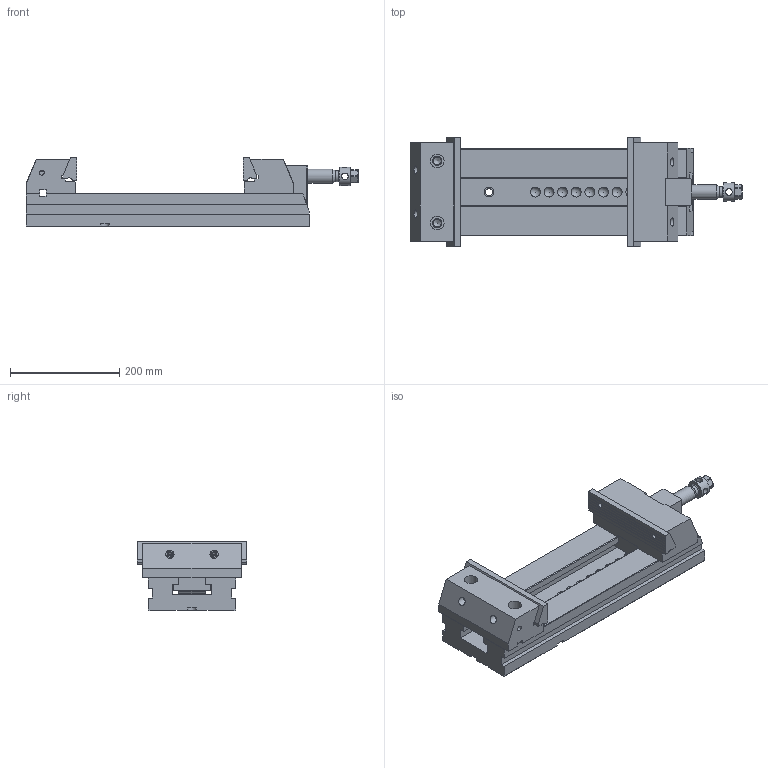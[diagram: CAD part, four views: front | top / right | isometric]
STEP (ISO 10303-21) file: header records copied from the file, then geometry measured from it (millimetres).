
FILE_DESCRIPTION(/* description */ (''),/* implementation_level */ '2;1');
FILE_NAME(/* name */ '30_200GL_Mordaza.stp',/* time_stamp */ '2013-11-14T11:13:34+01:00',/* author */ (''),/* organization */ (''),/* preprocessor_version */ 'ST-DEVELOPER v11',/* originating_system */ 'SIEMENS PLM Software NX 7.5',/* authorisation */ '');
FILE_SCHEMA (('CONFIG_CONTROL_DESIGN'));
Length unit declared in the file: millimetre
Products named in the file (2): 30150070 Montaje Taco Hus; 30_200GL_Mordaza
Assembly tree (1 placements, depth 2):
  30_200GL_Mordaza
    30150070 Montaje Taco Hus
Bounding box: 609 x 200 x 126.95 mm (x, y, z)
Volume: 5892586.5 mm3; surface area: 620869.9 mm2
Topology: 12 solids, 12 shells, 489 faces, 1363 edges, 908 vertices
Faces by surface type: plane 299, cylinder 132, cone 35, sphere 14, torus 9
Full cylindrical faces by diameter (mm): 4.351 x1, 5.188 x5, 6.985 x4, 8.5 x4, 8.782 x6, 10 x4, 10.579 x1, 12 x4, 12.376 x2, 13 x5, 14.376 x4, 15 x6, 16 x2, 16.5 x1, 17 x2, 18 x2, 19 x3, 20 x3, 21.25 x1, 22 x2, 25 x2, 26 x1, 30 x2, 33.8 x1, 34 x3
Entity records: 15220 total; most frequent: CARTESIAN_POINT 3268, DIRECTION 2359, ORIENTED_EDGE 2302, EDGE_CURVE 1151, VERTEX_POINT 832, AXIS2_PLACEMENT_3D 787, LINE 785, VECTOR 785
